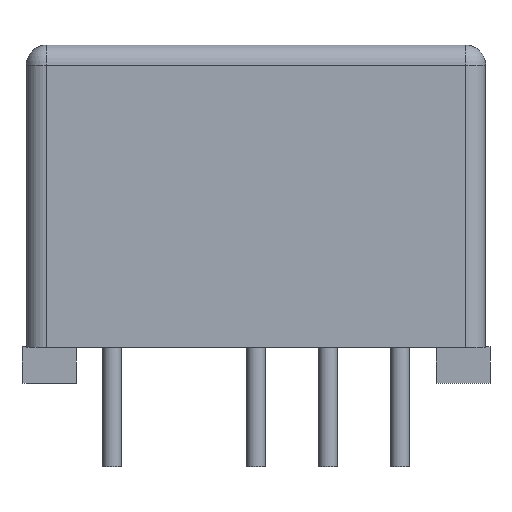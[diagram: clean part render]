
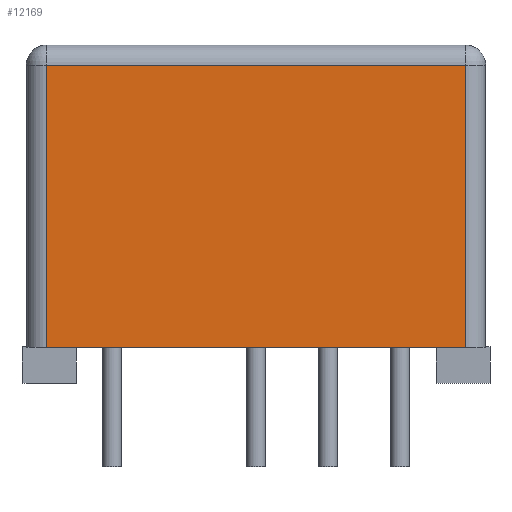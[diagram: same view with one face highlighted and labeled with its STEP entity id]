
A CAD part, left-side view. The second image highlights one B-rep face of the part: STEP entity #12169.
In plain terms, the highlighted planar face has unit normal (-1, 0, 0).
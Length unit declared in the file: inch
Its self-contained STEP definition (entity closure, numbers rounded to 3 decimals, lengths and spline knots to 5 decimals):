
#11865=CARTESIAN_POINT('',(-0.5855,0.291,0.182));
#11866=VERTEX_POINT('',#11865);
#11929=CARTESIAN_POINT('',(-0.5855,-0.291,0.182));
#11930=VERTEX_POINT('',#11929);
#11962=CARTESIAN_POINT('',(-0.5855,-0.291,-0.21));
#11963=VERTEX_POINT('',#11962);
#11980=CARTESIAN_POINT('',(-0.5855,-0.291,0.182));
#11981=DIRECTION('',(0.0,0.0,-1.0));
#11982=VECTOR('',#11981,0.392);
#11983=LINE('',#11980,#11982);
#11984=EDGE_CURVE('',#11930,#11963,#11983,.T.);
#12012=CARTESIAN_POINT('',(-0.5855,0.291,0.182));
#12013=DIRECTION('',(0.0,-1.0,0.0));
#12014=VECTOR('',#12013,0.582);
#12015=LINE('',#12012,#12014);
#12016=EDGE_CURVE('',#11866,#11930,#12015,.T.);
#12079=CARTESIAN_POINT('',(-0.5855,0.291,-0.21));
#12080=VERTEX_POINT('',#12079);
#12088=CARTESIAN_POINT('',(-0.5855,0.291,-0.21));
#12089=DIRECTION('',(0.0,0.0,1.0));
#12090=VECTOR('',#12089,0.392);
#12091=LINE('',#12088,#12090);
#12092=EDGE_CURVE('',#12080,#11866,#12091,.T.);
#12153=CARTESIAN_POINT('',(-0.5855,-0.319,0.0));
#12154=DIRECTION('',(-1.0,0.0,0.0));
#12155=DIRECTION('',(0.0,0.0,1.0));
#12156=AXIS2_PLACEMENT_3D('',#12153,#12154,#12155);
#12157=PLANE('',#12156);
#12158=ORIENTED_EDGE('',*,*,#11984,.F.);
#12159=ORIENTED_EDGE('',*,*,#12016,.F.);
#12160=ORIENTED_EDGE('',*,*,#12092,.F.);
#12161=CARTESIAN_POINT('',(-0.5855,0.291,-0.21));
#12162=DIRECTION('',(0.0,-1.0,0.0));
#12163=VECTOR('',#12162,0.582);
#12164=LINE('',#12161,#12163);
#12165=EDGE_CURVE('',#12080,#11963,#12164,.T.);
#12166=ORIENTED_EDGE('',*,*,#12165,.T.);
#12167=EDGE_LOOP('',(#12158,#12159,#12160,#12166));
#12168=FACE_OUTER_BOUND('',#12167,.T.);
#12169=ADVANCED_FACE('',(#12168),#12157,.T.);
